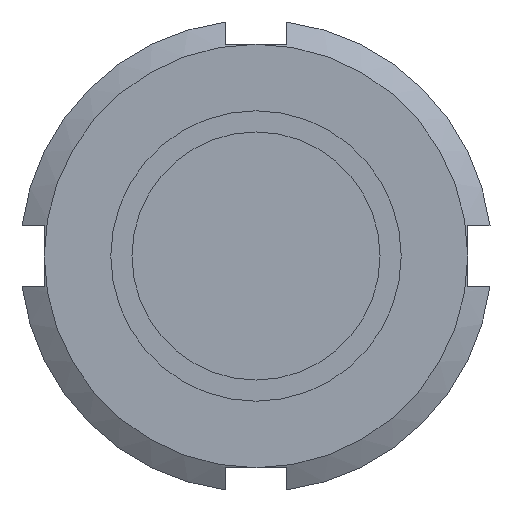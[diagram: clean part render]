
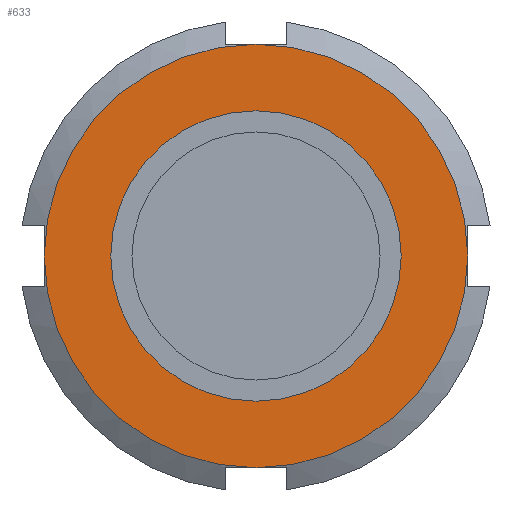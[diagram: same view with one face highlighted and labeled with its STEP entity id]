
A CAD part, left-side view. The second image highlights one B-rep face of the part: STEP entity #633.
In plain terms, the highlighted planar face has unit normal (-1, 0, 0).
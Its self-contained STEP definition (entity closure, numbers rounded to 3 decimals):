
#47 = CIRCLE ( 'NONE', #336, 35. ) ;
#51 = CARTESIAN_POINT ( 'NONE',  ( -6., 0., 0. ) ) ;
#63 = AXIS2_PLACEMENT_3D ( 'NONE', #597, #595, #593 ) ;
#128 = FACE_BOUND ( 'NONE', #483, .T. ) ;
#193 = DIRECTION ( 'NONE',  ( 0., 1., 0. ) ) ;
#194 = DIRECTION ( 'NONE',  ( 1., 0., 0. ) ) ;
#195 = CARTESIAN_POINT ( 'NONE',  ( -6., 0., 0. ) ) ;
#207 = CARTESIAN_POINT ( 'NONE',  ( -6., -24., 0. ) ) ;
#235 = DIRECTION ( 'NONE',  ( 0., 1., 0. ) ) ;
#236 = CARTESIAN_POINT ( 'NONE',  ( -6., -35., 0. ) ) ;
#252 = CARTESIAN_POINT ( 'NONE',  ( -6., 0., -35. ) ) ;
#336 = AXIS2_PLACEMENT_3D ( 'NONE', #51, #1168, #1077 ) ;
#411 = AXIS2_PLACEMENT_3D ( 'NONE', #1696, #1707, #1688 ) ;
#483 = EDGE_LOOP ( 'NONE', ( #1530, #493 ) ) ;
#493 = ORIENTED_EDGE ( 'NONE', *, *, #1449, .T. ) ;
#495 = DIRECTION ( 'NONE',  ( 0., 1., 0. ) ) ;
#501 = DIRECTION ( 'NONE',  ( 1., 0., 0. ) ) ;
#504 = CARTESIAN_POINT ( 'NONE',  ( -6., 0., 0. ) ) ;
#593 = DIRECTION ( 'NONE',  ( 0., 1., 0. ) ) ;
#595 = DIRECTION ( 'NONE',  ( 1., 0., 0. ) ) ;
#597 = CARTESIAN_POINT ( 'NONE',  ( -6., 0., 0. ) ) ;
#601 = DIRECTION ( 'NONE',  ( 0., 1., 0. ) ) ;
#603 = DIRECTION ( 'NONE',  ( 1., 0., 0. ) ) ;
#607 = CARTESIAN_POINT ( 'NONE',  ( -6., 0., 0. ) ) ;
#633 = ADVANCED_FACE ( 'NONE', ( #128, #683 ), #1690, .F. ) ;
#638 = CIRCLE ( 'NONE', #640, 35. ) ;
#640 = AXIS2_PLACEMENT_3D ( 'NONE', #504, #501, #495 ) ;
#683 = FACE_OUTER_BOUND ( 'NONE', #696, .T. ) ;
#696 = EDGE_LOOP ( 'NONE', ( #989, #1017, #1021, #1024 ) ) ;
#883 = CIRCLE ( 'NONE', #904, 35. ) ;
#904 = AXIS2_PLACEMENT_3D ( 'NONE', #1810, #1692, #235 ) ;
#908 = CARTESIAN_POINT ( 'NONE',  ( -6., 35., 0. ) ) ;
#989 = ORIENTED_EDGE ( 'NONE', *, *, #1761, .F. ) ;
#1017 = ORIENTED_EDGE ( 'NONE', *, *, #1860, .F. ) ;
#1021 = ORIENTED_EDGE ( 'NONE', *, *, #1522, .F. ) ;
#1024 = ORIENTED_EDGE ( 'NONE', *, *, #1663, .F. ) ;
#1067 = VERTEX_POINT ( 'NONE', #1226 ) ;
#1077 = DIRECTION ( 'NONE',  ( 0., 1., 0. ) ) ;
#1168 = DIRECTION ( 'NONE',  ( 1., 0., 0. ) ) ;
#1226 = CARTESIAN_POINT ( 'NONE',  ( -6., 0., 35. ) ) ;
#1279 = VERTEX_POINT ( 'NONE', #908 ) ;
#1417 = AXIS2_PLACEMENT_3D ( 'NONE', #195, #194, #193 ) ;
#1443 = EDGE_CURVE ( 'NONE', #1986, #1677, #1871, .T. ) ;
#1449 = EDGE_CURVE ( 'NONE', #1677, #1986, #1969, .T. ) ;
#1522 = EDGE_CURVE ( 'NONE', #1627, #1279, #638, .T. ) ;
#1530 = ORIENTED_EDGE ( 'NONE', *, *, #1443, .T. ) ;
#1627 = VERTEX_POINT ( 'NONE', #252 ) ;
#1636 = VERTEX_POINT ( 'NONE', #236 ) ;
#1663 = EDGE_CURVE ( 'NONE', #1636, #1627, #1958, .T. ) ;
#1677 = VERTEX_POINT ( 'NONE', #207 ) ;
#1688 = DIRECTION ( 'NONE',  ( 0., 1., 0. ) ) ;
#1690 = PLANE ( 'NONE',  #411 ) ;
#1692 = DIRECTION ( 'NONE',  ( 1., 0., 0. ) ) ;
#1696 = CARTESIAN_POINT ( 'NONE',  ( -6., 0., 35. ) ) ;
#1707 = DIRECTION ( 'NONE',  ( 1., 0., 0. ) ) ;
#1717 = AXIS2_PLACEMENT_3D ( 'NONE', #607, #603, #601 ) ;
#1761 = EDGE_CURVE ( 'NONE', #1067, #1636, #883, .T. ) ;
#1810 = CARTESIAN_POINT ( 'NONE',  ( -6., 0., 0. ) ) ;
#1860 = EDGE_CURVE ( 'NONE', #1279, #1067, #47, .T. ) ;
#1871 = CIRCLE ( 'NONE', #1717, 24. ) ;
#1958 = CIRCLE ( 'NONE', #1417, 35. ) ;
#1963 = CARTESIAN_POINT ( 'NONE',  ( -6., 24., 0. ) ) ;
#1969 = CIRCLE ( 'NONE', #63, 24. ) ;
#1986 = VERTEX_POINT ( 'NONE', #1963 ) ;
